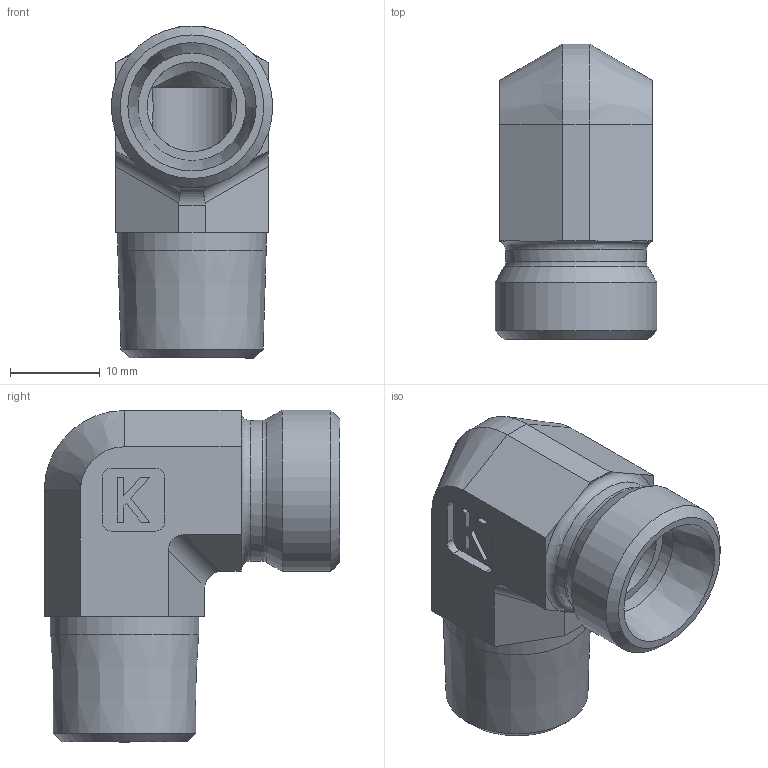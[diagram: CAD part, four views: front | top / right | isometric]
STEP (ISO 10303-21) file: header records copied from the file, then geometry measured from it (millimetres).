
FILE_DESCRIPTION((''),'2;1');
FILE_NAME('21002121618.stp','2014-08-27T10:42:29',(''),('KNOMI spol. s r. o.'),'Autodesk Inventor 2012','Autodesk Inventor 2012','');
FILE_SCHEMA(('AUTOMOTIVE_DESIGN { 1 2 10303 214 0 1 1 1 }'));
Length unit declared in the file: millimetre
Products named in the file (1): LHCM2 12LMkuž M16x1.5/M18x1
Bounding box: 18 x 32.95 x 37 mm (x, y, z)
Volume: 7881.1 mm3; surface area: 4705.3 mm2
Topology: 1 solids, 1 shells, 68 faces, 177 edges, 115 vertices
Faces by surface type: plane 42, cylinder 14, cone 10, torus 2
Full cylindrical faces by diameter (mm): 9 x1, 10 x1, 12 x1, 15.7 x1, 16.532 x1, 18 x1
Entity records: 2058 total; most frequent: CARTESIAN_POINT 441, DIRECTION 328, ORIENTED_EDGE 312, EDGE_CURVE 156, AXIS2_PLACEMENT_3D 113, VERTEX_POINT 108, VECTOR 102, LINE 102
